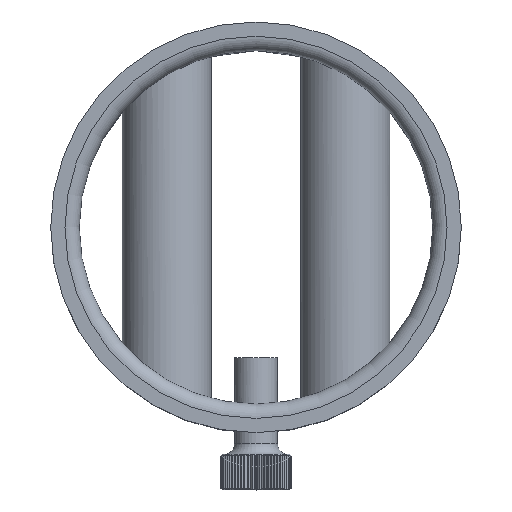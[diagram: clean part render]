
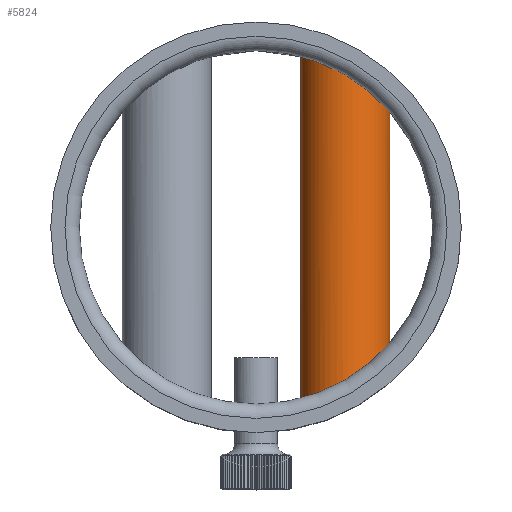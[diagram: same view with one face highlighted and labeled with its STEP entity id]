
A CAD part, top view. The second image highlights one B-rep face of the part: STEP entity #5824.
In plain terms, the highlighted cylindrical face has radius 12.5 mm (diameter 25 mm), a full revolution.
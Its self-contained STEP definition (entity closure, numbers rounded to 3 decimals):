
#377=B_SPLINE_CURVE_WITH_KNOTS('',3,(#10412,#10413,#10414,#10415,#10416,
#10417,#10418,#10419,#10420,#10421,#10422,#10423,#10424,#10425,#10426,#10427,
#10428,#10429,#10430,#10431,#10432,#10433,#10434,#10435,#10436,#10437,#10438,
#10439,#10440,#10441,#10442,#10443,#10444,#10445,#10446,#10447,#10448,#10449),
 .UNSPECIFIED.,.F.,.F.,(4,2,2,2,2,2,2,2,2,2,2,2,2,2,2,2,2,2,4),(0.,0.242,
0.483,0.966,1.566,2.166,2.686,
2.946,3.206,3.673,4.14,4.607,
5.074,5.334,5.594,6.114,6.678,
7.242,7.308),.UNSPECIFIED.);
#378=B_SPLINE_CURVE_WITH_KNOTS('',3,(#10450,#10451,#10452,#10453,#10454,
#10455,#10456,#10457),.UNSPECIFIED.,.F.,.F.,(4,2,2,4),(7.308,
7.762,8.022,8.282),.UNSPECIFIED.);
#379=B_SPLINE_CURVE_WITH_KNOTS('',3,(#10461,#10462,#10463,#10464,#10465,
#10466,#10467,#10468),.UNSPECIFIED.,.F.,.F.,(4,2,2,4),(0.,0.26,
0.52,0.974),.UNSPECIFIED.);
#380=B_SPLINE_CURVE_WITH_KNOTS('',3,(#10469,#10470,#10471,#10472,#10473,
#10474,#10475,#10476,#10477,#10478,#10479,#10480,#10481,#10482,#10483,#10484,
#10485,#10486,#10487,#10488,#10489,#10490,#10491,#10492,#10493,#10494,#10495,
#10496,#10497,#10498,#10499,#10500,#10501,#10502,#10503,#10504,#10505,#10506),
 .UNSPECIFIED.,.F.,.F.,(4,2,2,2,2,2,2,2,2,2,2,2,2,2,2,2,2,2,4),(0.974,
1.04,1.604,2.168,2.688,2.948,
3.208,3.675,4.142,4.609,5.076,
5.336,5.597,6.117,6.717,7.316,
7.799,8.041,8.282),.UNSPECIFIED.);
#514=CYLINDRICAL_SURFACE('',#6342,12.5);
#771=LINE('',#10459,#1040);
#1040=VECTOR('',#7543,12.5);
#1333=FACE_OUTER_BOUND('',#1644,.T.);
#1644=EDGE_LOOP('',(#4792,#4793,#4794,#4795,#4796,#4797));
#2458=VERTEX_POINT('',#10410);
#2459=VERTEX_POINT('',#10411);
#2460=VERTEX_POINT('',#10458);
#2461=VERTEX_POINT('',#10460);
#3271=EDGE_CURVE('',#2458,#2459,#377,.T.);
#3272=EDGE_CURVE('',#2459,#2458,#378,.T.);
#3273=EDGE_CURVE('',#2459,#2460,#771,.T.);
#3274=EDGE_CURVE('',#2461,#2460,#379,.T.);
#3275=EDGE_CURVE('',#2460,#2461,#380,.T.);
#4792=ORIENTED_EDGE('',*,*,#3271,.F.);
#4793=ORIENTED_EDGE('',*,*,#3272,.F.);
#4794=ORIENTED_EDGE('',*,*,#3273,.T.);
#4795=ORIENTED_EDGE('',*,*,#3274,.F.);
#4796=ORIENTED_EDGE('',*,*,#3275,.F.);
#4797=ORIENTED_EDGE('',*,*,#3273,.F.);
#5824=ADVANCED_FACE('',(#1333),#514,.T.);
#6342=AXIS2_PLACEMENT_3D('',#10409,#7541,#7542);
#7541=DIRECTION('center_axis',(0.,-1.,0.));
#7542=DIRECTION('ref_axis',(-0.738,0.,0.675));
#7543=DIRECTION('',(0.,1.,0.));
#10409=CARTESIAN_POINT('Origin',(30.,51.5,0.));
#10410=CARTESIAN_POINT('',(42.5,-32.311,0.));
#10411=CARTESIAN_POINT('',(39.225,-35.762,-8.435));
#10412=CARTESIAN_POINT('Ctrl Pts',(42.5,-32.311,0.));
#10413=CARTESIAN_POINT('Ctrl Pts',(42.5,-32.311,0.805));
#10414=CARTESIAN_POINT('Ctrl Pts',(42.421,-32.403,1.616));
#10415=CARTESIAN_POINT('Ctrl Pts',(42.112,-32.757,3.192));
#10416=CARTESIAN_POINT('Ctrl Pts',(41.882,-33.017,3.959));
#10417=CARTESIAN_POINT('Ctrl Pts',(41.006,-33.979,6.127));
#10418=CARTESIAN_POINT('Ctrl Pts',(40.165,-34.86,7.399));
#10419=CARTESIAN_POINT('Ctrl Pts',(38.126,-36.815,9.646));
#10420=CARTESIAN_POINT('Ctrl Pts',(36.699,-38.072,10.698));
#10421=CARTESIAN_POINT('Ctrl Pts',(33.5,-40.522,12.127));
#10422=CARTESIAN_POINT('Ctrl Pts',(31.726,-41.713,12.5));
#10423=CARTESIAN_POINT('Ctrl Pts',(28.504,-43.599,12.5));
#10424=CARTESIAN_POINT('Ctrl Pts',(26.843,-44.453,12.213));
#10425=CARTESIAN_POINT('Ctrl Pts',(24.485,-45.512,11.25));
#10426=CARTESIAN_POINT('Ctrl Pts',(23.72,-45.83,10.842));
#10427=CARTESIAN_POINT('Ctrl Pts',(22.292,-46.388,9.878));
#10428=CARTESIAN_POINT('Ctrl Pts',(21.63,-46.627,9.322));
#10429=CARTESIAN_POINT('Ctrl Pts',(19.986,-47.19,7.633));
#10430=CARTESIAN_POINT('Ctrl Pts',(19.052,-47.468,6.253));
#10431=CARTESIAN_POINT('Ctrl Pts',(17.809,-47.818,3.214));
#10432=CARTESIAN_POINT('Ctrl Pts',(17.5,-47.896,1.557));
#10433=CARTESIAN_POINT('Ctrl Pts',(17.5,-47.896,-1.557));
#10434=CARTESIAN_POINT('Ctrl Pts',(17.809,-47.818,-3.214));
#10435=CARTESIAN_POINT('Ctrl Pts',(19.052,-47.468,-6.253));
#10436=CARTESIAN_POINT('Ctrl Pts',(19.986,-47.19,-7.633));
#10437=CARTESIAN_POINT('Ctrl Pts',(21.63,-46.627,-9.322));
#10438=CARTESIAN_POINT('Ctrl Pts',(22.292,-46.388,-9.878));
#10439=CARTESIAN_POINT('Ctrl Pts',(23.72,-45.83,-10.842));
#10440=CARTESIAN_POINT('Ctrl Pts',(24.485,-45.512,-11.25));
#10441=CARTESIAN_POINT('Ctrl Pts',(26.843,-44.453,-12.213));
#10442=CARTESIAN_POINT('Ctrl Pts',(28.504,-43.599,-12.5));
#10443=CARTESIAN_POINT('Ctrl Pts',(31.623,-41.773,-12.5));
#10444=CARTESIAN_POINT('Ctrl Pts',(33.301,-40.657,-12.169));
#10445=CARTESIAN_POINT('Ctrl Pts',(36.353,-38.352,-10.891));
#10446=CARTESIAN_POINT('Ctrl Pts',(37.731,-37.165,-9.947));
#10447=CARTESIAN_POINT('Ctrl Pts',(38.969,-36.006,-8.709));
#10448=CARTESIAN_POINT('Ctrl Pts',(39.097,-35.884,-8.574));
#10449=CARTESIAN_POINT('Ctrl Pts',(39.225,-35.762,-8.435));
#10450=CARTESIAN_POINT('Ctrl Pts',(39.225,-35.762,-8.435));
#10451=CARTESIAN_POINT('Ctrl Pts',(40.098,-34.926,-7.48));
#10452=CARTESIAN_POINT('Ctrl Pts',(40.89,-34.101,-6.305));
#10453=CARTESIAN_POINT('Ctrl Pts',(41.795,-33.115,-4.219));
#10454=CARTESIAN_POINT('Ctrl Pts',(42.056,-32.82,-3.409));
#10455=CARTESIAN_POINT('Ctrl Pts',(42.409,-32.418,-1.733));
#10456=CARTESIAN_POINT('Ctrl Pts',(42.5,-32.311,-0.867));
#10457=CARTESIAN_POINT('Ctrl Pts',(42.5,-32.311,0.));
#10458=CARTESIAN_POINT('',(39.225,35.762,-8.435));
#10459=CARTESIAN_POINT('',(39.225,51.5,-8.435));
#10460=CARTESIAN_POINT('',(42.5,32.311,0.));
#10461=CARTESIAN_POINT('Ctrl Pts',(42.5,32.311,0.));
#10462=CARTESIAN_POINT('Ctrl Pts',(42.5,32.311,-0.867));
#10463=CARTESIAN_POINT('Ctrl Pts',(42.409,32.418,-1.733));
#10464=CARTESIAN_POINT('Ctrl Pts',(42.056,32.82,-3.409));
#10465=CARTESIAN_POINT('Ctrl Pts',(41.795,33.115,-4.219));
#10466=CARTESIAN_POINT('Ctrl Pts',(40.89,34.101,-6.305));
#10467=CARTESIAN_POINT('Ctrl Pts',(40.098,34.926,-7.48));
#10468=CARTESIAN_POINT('Ctrl Pts',(39.225,35.762,-8.435));
#10469=CARTESIAN_POINT('Ctrl Pts',(39.225,35.762,-8.435));
#10470=CARTESIAN_POINT('Ctrl Pts',(39.097,35.884,-8.574));
#10471=CARTESIAN_POINT('Ctrl Pts',(38.969,36.006,-8.709));
#10472=CARTESIAN_POINT('Ctrl Pts',(37.731,37.165,-9.947));
#10473=CARTESIAN_POINT('Ctrl Pts',(36.353,38.352,-10.891));
#10474=CARTESIAN_POINT('Ctrl Pts',(33.301,40.657,-12.169));
#10475=CARTESIAN_POINT('Ctrl Pts',(31.623,41.773,-12.5));
#10476=CARTESIAN_POINT('Ctrl Pts',(28.504,43.599,-12.5));
#10477=CARTESIAN_POINT('Ctrl Pts',(26.843,44.453,-12.213));
#10478=CARTESIAN_POINT('Ctrl Pts',(24.485,45.512,-11.25));
#10479=CARTESIAN_POINT('Ctrl Pts',(23.72,45.83,-10.842));
#10480=CARTESIAN_POINT('Ctrl Pts',(22.292,46.388,-9.878));
#10481=CARTESIAN_POINT('Ctrl Pts',(21.63,46.627,-9.322));
#10482=CARTESIAN_POINT('Ctrl Pts',(19.986,47.19,-7.633));
#10483=CARTESIAN_POINT('Ctrl Pts',(19.052,47.468,-6.253));
#10484=CARTESIAN_POINT('Ctrl Pts',(17.809,47.818,-3.214));
#10485=CARTESIAN_POINT('Ctrl Pts',(17.5,47.896,-1.557));
#10486=CARTESIAN_POINT('Ctrl Pts',(17.5,47.896,1.557));
#10487=CARTESIAN_POINT('Ctrl Pts',(17.809,47.818,3.214));
#10488=CARTESIAN_POINT('Ctrl Pts',(19.052,47.468,6.253));
#10489=CARTESIAN_POINT('Ctrl Pts',(19.986,47.19,7.633));
#10490=CARTESIAN_POINT('Ctrl Pts',(21.63,46.627,9.322));
#10491=CARTESIAN_POINT('Ctrl Pts',(22.292,46.388,9.878));
#10492=CARTESIAN_POINT('Ctrl Pts',(23.72,45.83,10.842));
#10493=CARTESIAN_POINT('Ctrl Pts',(24.485,45.512,11.25));
#10494=CARTESIAN_POINT('Ctrl Pts',(26.843,44.453,12.213));
#10495=CARTESIAN_POINT('Ctrl Pts',(28.504,43.599,12.5));
#10496=CARTESIAN_POINT('Ctrl Pts',(31.726,41.713,12.5));
#10497=CARTESIAN_POINT('Ctrl Pts',(33.5,40.522,12.127));
#10498=CARTESIAN_POINT('Ctrl Pts',(36.699,38.072,10.698));
#10499=CARTESIAN_POINT('Ctrl Pts',(38.126,36.815,9.646));
#10500=CARTESIAN_POINT('Ctrl Pts',(40.165,34.86,7.399));
#10501=CARTESIAN_POINT('Ctrl Pts',(41.006,33.979,6.127));
#10502=CARTESIAN_POINT('Ctrl Pts',(41.882,33.017,3.959));
#10503=CARTESIAN_POINT('Ctrl Pts',(42.112,32.757,3.192));
#10504=CARTESIAN_POINT('Ctrl Pts',(42.421,32.403,1.616));
#10505=CARTESIAN_POINT('Ctrl Pts',(42.5,32.311,0.805));
#10506=CARTESIAN_POINT('Ctrl Pts',(42.5,32.311,0.));
